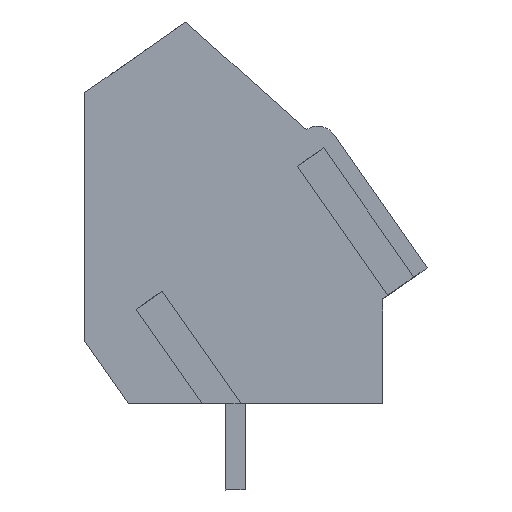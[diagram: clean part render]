
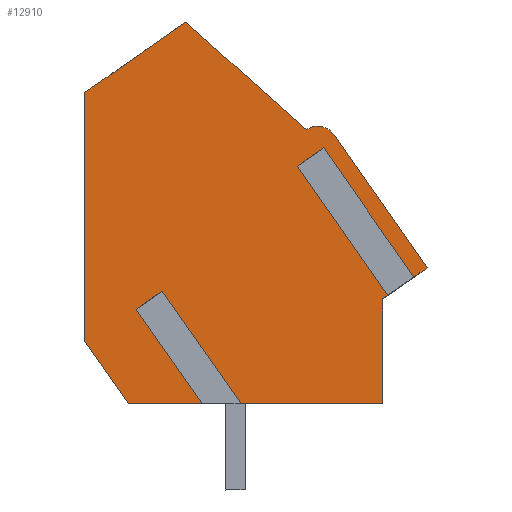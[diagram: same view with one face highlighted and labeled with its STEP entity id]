
A CAD part, left-side view. The second image highlights one B-rep face of the part: STEP entity #12910.
In plain terms, the highlighted planar face has unit normal (-1, 0, 0).
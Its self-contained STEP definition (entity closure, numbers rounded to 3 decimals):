
#12676=AXIS2_PLACEMENT_3D('Circle Axis2P3D',#12674,#12675,$) ;
#12846=AXIS2_PLACEMENT_3D('Plane Axis2P3D',#12843,#12844,#12845) ;
#11808=CARTESIAN_POINT('Vertex',(0.55,0.,9.018)) ;
#11811=CARTESIAN_POINT('Line Origine',(0.55,0.397,8.74)) ;
#11815=CARTESIAN_POINT('Vertex',(0.55,0.794,8.462)) ;
#11836=CARTESIAN_POINT('Vertex',(0.55,1.336,8.083)) ;
#11839=CARTESIAN_POINT('Line Origine',(0.55,1.568,7.92)) ;
#11843=CARTESIAN_POINT('Vertex',(0.55,1.8,7.758)) ;
#12287=CARTESIAN_POINT('Vertex',(0.55,1.8,3.5)) ;
#12290=CARTESIAN_POINT('Line Origine',(0.55,4.87,3.5)) ;
#12294=CARTESIAN_POINT('Vertex',(0.55,7.94,3.5)) ;
#12315=CARTESIAN_POINT('Vertex',(0.55,8.747,3.5)) ;
#12318=CARTESIAN_POINT('Line Origine',(0.55,10.438,3.5)) ;
#12322=CARTESIAN_POINT('Vertex',(0.55,12.128,3.5)) ;
#12474=CARTESIAN_POINT('Line Origine',(0.55,13.014,4.765)) ;
#12478=CARTESIAN_POINT('Vertex',(0.55,13.9,6.03)) ;
#12498=CARTESIAN_POINT('Line Origine',(0.55,13.9,11.081)) ;
#12502=CARTESIAN_POINT('Vertex',(0.55,13.9,16.132)) ;
#12590=CARTESIAN_POINT('Line Origine',(0.55,11.852,17.566)) ;
#12594=CARTESIAN_POINT('Vertex',(0.55,9.804,19.)) ;
#12650=CARTESIAN_POINT('Line Origine',(0.55,7.352,16.811)) ;
#12654=CARTESIAN_POINT('Vertex',(0.55,4.9,14.621)) ;
#12674=CARTESIAN_POINT('Axis2P3D Location',(0.55,4.441,13.966)) ;
#12678=CARTESIAN_POINT('Vertex',(0.55,3.786,14.425)) ;
#12698=CARTESIAN_POINT('Line Origine',(0.55,1.893,11.722)) ;
#12843=CARTESIAN_POINT('Axis2P3D Location',(0.55,13.9,0.)) ;
#12848=CARTESIAN_POINT('Line Origine',(0.55,1.8,5.629)) ;
#12853=CARTESIAN_POINT('Line Origine',(0.55,3.171,10.704)) ;
#12857=CARTESIAN_POINT('Vertex',(0.55,5.007,13.326)) ;
#12860=CARTESIAN_POINT('Line Origine',(0.55,4.736,13.515)) ;
#12864=CARTESIAN_POINT('Vertex',(0.55,4.465,13.705)) ;
#12867=CARTESIAN_POINT('Line Origine',(0.55,2.629,11.084)) ;
#12872=CARTESIAN_POINT('Line Origine',(0.55,10.154,5.508)) ;
#12876=CARTESIAN_POINT('Vertex',(0.55,11.56,7.516)) ;
#12879=CARTESIAN_POINT('Line Origine',(0.55,11.289,7.706)) ;
#12883=CARTESIAN_POINT('Vertex',(0.55,11.018,7.896)) ;
#12886=CARTESIAN_POINT('Line Origine',(0.55,9.479,5.698)) ;
#11812=DIRECTION('Vector Direction',(0.,0.819,-0.574)) ;
#11840=DIRECTION('Vector Direction',(0.,0.819,-0.574)) ;
#12291=DIRECTION('Vector Direction',(0.,1.,0.)) ;
#12319=DIRECTION('Vector Direction',(0.,1.,0.)) ;
#12475=DIRECTION('Vector Direction',(0.,0.574,0.819)) ;
#12499=DIRECTION('Vector Direction',(0.,0.,1.)) ;
#12591=DIRECTION('Vector Direction',(0.,-0.819,0.574)) ;
#12651=DIRECTION('Vector Direction',(0.,-0.746,-0.666)) ;
#12675=DIRECTION('Axis2P3D Direction',(-1.,0.,0.)) ;
#12699=DIRECTION('Vector Direction',(0.,-0.574,-0.819)) ;
#12844=DIRECTION('Axis2P3D Direction',(-1.,0.,0.)) ;
#12845=DIRECTION('Axis2P3D XDirection',(0.,-1.,0.)) ;
#12849=DIRECTION('Vector Direction',(0.,0.,-1.)) ;
#12854=DIRECTION('Vector Direction',(0.,-0.574,-0.819)) ;
#12861=DIRECTION('Vector Direction',(0.,0.819,-0.574)) ;
#12868=DIRECTION('Vector Direction',(0.,-0.574,-0.819)) ;
#12873=DIRECTION('Vector Direction',(0.,-0.574,-0.819)) ;
#12880=DIRECTION('Vector Direction',(0.,-0.819,0.574)) ;
#12887=DIRECTION('Vector Direction',(0.,-0.574,-0.819)) ;
#11813=VECTOR('Line Direction',#11812,1.) ;
#11841=VECTOR('Line Direction',#11840,1.) ;
#12292=VECTOR('Line Direction',#12291,1.) ;
#12320=VECTOR('Line Direction',#12319,1.) ;
#12476=VECTOR('Line Direction',#12475,1.) ;
#12500=VECTOR('Line Direction',#12499,1.) ;
#12592=VECTOR('Line Direction',#12591,1.) ;
#12652=VECTOR('Line Direction',#12651,1.) ;
#12700=VECTOR('Line Direction',#12699,1.) ;
#12850=VECTOR('Line Direction',#12849,1.) ;
#12855=VECTOR('Line Direction',#12854,1.) ;
#12862=VECTOR('Line Direction',#12861,1.) ;
#12869=VECTOR('Line Direction',#12868,1.) ;
#12874=VECTOR('Line Direction',#12873,1.) ;
#12881=VECTOR('Line Direction',#12880,1.) ;
#12888=VECTOR('Line Direction',#12887,1.) ;
#12892=ORIENTED_EDGE('',*,*,#12296,.T.) ;
#12893=ORIENTED_EDGE('',*,*,#12852,.T.) ;
#12894=ORIENTED_EDGE('',*,*,#11845,.T.) ;
#12895=ORIENTED_EDGE('',*,*,#12859,.F.) ;
#12896=ORIENTED_EDGE('',*,*,#12866,.F.) ;
#12897=ORIENTED_EDGE('',*,*,#12871,.T.) ;
#12898=ORIENTED_EDGE('',*,*,#11817,.T.) ;
#12899=ORIENTED_EDGE('',*,*,#12702,.T.) ;
#12900=ORIENTED_EDGE('',*,*,#12680,.T.) ;
#12901=ORIENTED_EDGE('',*,*,#12656,.T.) ;
#12902=ORIENTED_EDGE('',*,*,#12596,.T.) ;
#12903=ORIENTED_EDGE('',*,*,#12504,.T.) ;
#12904=ORIENTED_EDGE('',*,*,#12480,.T.) ;
#12905=ORIENTED_EDGE('',*,*,#12324,.T.) ;
#12906=ORIENTED_EDGE('',*,*,#12878,.F.) ;
#12907=ORIENTED_EDGE('',*,*,#12885,.F.) ;
#12908=ORIENTED_EDGE('',*,*,#12890,.T.) ;
#12910=ADVANCED_FACE('HOUSING',(#12909),#12847,.T.) ;
#12677=CIRCLE('generated circle',#12676,0.8) ;
#11817=EDGE_CURVE('',#11816,#11809,#11814,.F.) ;
#11845=EDGE_CURVE('',#11844,#11837,#11842,.F.) ;
#12296=EDGE_CURVE('',#12295,#12288,#12293,.F.) ;
#12324=EDGE_CURVE('',#12323,#12316,#12321,.F.) ;
#12480=EDGE_CURVE('',#12479,#12323,#12477,.F.) ;
#12504=EDGE_CURVE('',#12503,#12479,#12501,.F.) ;
#12596=EDGE_CURVE('',#12595,#12503,#12593,.F.) ;
#12656=EDGE_CURVE('',#12655,#12595,#12653,.F.) ;
#12680=EDGE_CURVE('',#12679,#12655,#12677,.T.) ;
#12702=EDGE_CURVE('',#11809,#12679,#12701,.F.) ;
#12852=EDGE_CURVE('',#12288,#11844,#12851,.F.) ;
#12859=EDGE_CURVE('',#12858,#11837,#12856,.T.) ;
#12866=EDGE_CURVE('',#12865,#12858,#12863,.T.) ;
#12871=EDGE_CURVE('',#12865,#11816,#12870,.T.) ;
#12878=EDGE_CURVE('',#12877,#12316,#12875,.T.) ;
#12885=EDGE_CURVE('',#12884,#12877,#12882,.F.) ;
#12890=EDGE_CURVE('',#12884,#12295,#12889,.T.) ;
#12891=EDGE_LOOP('',(#12892,#12893,#12894,#12895,#12896,#12897,#12898,#12899,#12900,#12901,#12902,#12903,#12904,#12905,#12906,#12907,#12908)) ;
#12909=FACE_OUTER_BOUND('',#12891,.T.) ;
#11814=LINE('Line',#11811,#11813) ;
#11842=LINE('Line',#11839,#11841) ;
#12293=LINE('Line',#12290,#12292) ;
#12321=LINE('Line',#12318,#12320) ;
#12477=LINE('Line',#12474,#12476) ;
#12501=LINE('Line',#12498,#12500) ;
#12593=LINE('Line',#12590,#12592) ;
#12653=LINE('Line',#12650,#12652) ;
#12701=LINE('Line',#12698,#12700) ;
#12851=LINE('Line',#12848,#12850) ;
#12856=LINE('Line',#12853,#12855) ;
#12863=LINE('Line',#12860,#12862) ;
#12870=LINE('Line',#12867,#12869) ;
#12875=LINE('Line',#12872,#12874) ;
#12882=LINE('Line',#12879,#12881) ;
#12889=LINE('Line',#12886,#12888) ;
#12847=PLANE('',#12846) ;
#11809=VERTEX_POINT('',#11808) ;
#11816=VERTEX_POINT('',#11815) ;
#11837=VERTEX_POINT('',#11836) ;
#11844=VERTEX_POINT('',#11843) ;
#12288=VERTEX_POINT('',#12287) ;
#12295=VERTEX_POINT('',#12294) ;
#12316=VERTEX_POINT('',#12315) ;
#12323=VERTEX_POINT('',#12322) ;
#12479=VERTEX_POINT('',#12478) ;
#12503=VERTEX_POINT('',#12502) ;
#12595=VERTEX_POINT('',#12594) ;
#12655=VERTEX_POINT('',#12654) ;
#12679=VERTEX_POINT('',#12678) ;
#12858=VERTEX_POINT('',#12857) ;
#12865=VERTEX_POINT('',#12864) ;
#12877=VERTEX_POINT('',#12876) ;
#12884=VERTEX_POINT('',#12883) ;
